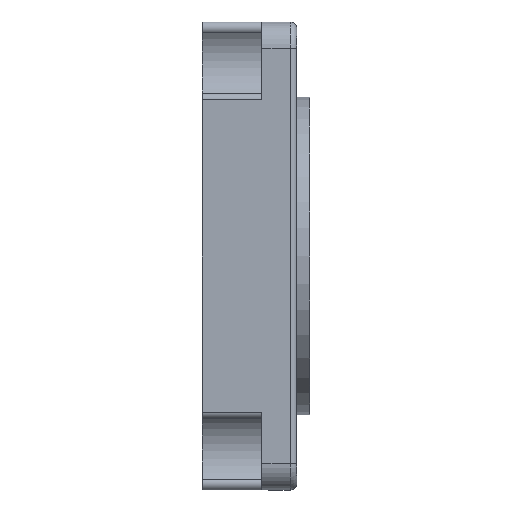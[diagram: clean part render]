
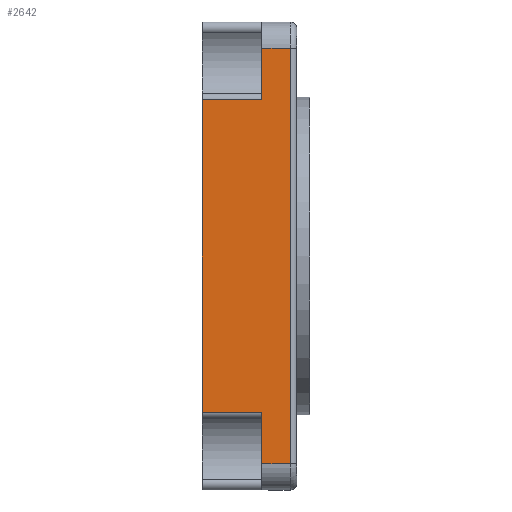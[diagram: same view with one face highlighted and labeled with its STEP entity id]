
A CAD part, front view. The second image highlights one B-rep face of the part: STEP entity #2642.
In plain terms, the highlighted planar face has unit normal (0, -1, 0).
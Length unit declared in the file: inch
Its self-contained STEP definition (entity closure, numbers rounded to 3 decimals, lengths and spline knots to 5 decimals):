
#47 = EDGE_CURVE ( 'NONE', #265, #247, #1701, .T. ) ;
#65 = EDGE_CURVE ( 'NONE', #1365, #2512, #2137, .T. ) ;
#185 = DIRECTION ( 'NONE',  ( -1., 0., 0. ) ) ;
#208 = ORIENTED_EDGE ( 'NONE', *, *, #47, .T. ) ;
#235 = DIRECTION ( 'NONE',  ( -1., 0., 0. ) ) ;
#241 = CARTESIAN_POINT ( 'NONE',  ( 0.282, -1.106, -0.981 ) ) ;
#246 = EDGE_CURVE ( 'NONE', #2157, #1855, #782, .T. ) ;
#247 = VERTEX_POINT ( 'NONE', #2490 ) ;
#265 = VERTEX_POINT ( 'NONE', #2937 ) ;
#522 = CARTESIAN_POINT ( 'NONE',  ( 0.417, -1.106, 1.106 ) ) ;
#548 = LINE ( 'NONE', #2717, #1443 ) ;
#568 = LINE ( 'NONE', #2474, #2959 ) ;
#597 = ORIENTED_EDGE ( 'NONE', *, *, #1308, .F. ) ;
#618 = EDGE_CURVE ( 'NONE', #2512, #265, #2855, .T. ) ;
#652 = LINE ( 'NONE', #1129, #1926 ) ;
#668 = CARTESIAN_POINT ( 'NONE',  ( 0.447, -1.106, 1.106 ) ) ;
#746 = CARTESIAN_POINT ( 'NONE',  ( 0.447, -1.106, -0.981 ) ) ;
#779 = DIRECTION ( 'NONE',  ( 0., 0., 1. ) ) ;
#781 = VECTOR ( 'NONE', #2315, 39.37008 ) ;
#782 = LINE ( 'NONE', #1485, #1587 ) ;
#883 = VECTOR ( 'NONE', #235, 39.37008 ) ;
#912 = VERTEX_POINT ( 'NONE', #1740 ) ;
#1018 = DIRECTION ( 'NONE',  ( 0., 0., -1. ) ) ;
#1086 = ORIENTED_EDGE ( 'NONE', *, *, #2366, .T. ) ;
#1126 = VERTEX_POINT ( 'NONE', #2186 ) ;
#1129 = CARTESIAN_POINT ( 'NONE',  ( 0.447, -1.106, 0.73846 ) ) ;
#1280 = CARTESIAN_POINT ( 'NONE',  ( 0.282, -1.106, -0.73846 ) ) ;
#1289 = AXIS2_PLACEMENT_3D ( 'NONE', #668, #2570, #1868 ) ;
#1308 = EDGE_CURVE ( 'NONE', #1126, #247, #548, .T. ) ;
#1332 = VECTOR ( 'NONE', #2352, 39.37008 ) ;
#1365 = VERTEX_POINT ( 'NONE', #241 ) ;
#1405 = ORIENTED_EDGE ( 'NONE', *, *, #618, .T. ) ;
#1419 = ORIENTED_EDGE ( 'NONE', *, *, #3004, .T. ) ;
#1443 = VECTOR ( 'NONE', #779, 39.37008 ) ;
#1485 = CARTESIAN_POINT ( 'NONE',  ( 0.447, -1.106, -0.73846 ) ) ;
#1548 = VECTOR ( 'NONE', #2423, 39.37008 ) ;
#1564 = LINE ( 'NONE', #1819, #781 ) ;
#1587 = VECTOR ( 'NONE', #1737, 39.37008 ) ;
#1620 = FACE_OUTER_BOUND ( 'NONE', #2845, .T. ) ;
#1668 = PLANE ( 'NONE',  #1289 ) ;
#1701 = LINE ( 'NONE', #2383, #883 ) ;
#1737 = DIRECTION ( 'NONE',  ( 1., 0., 0. ) ) ;
#1740 = CARTESIAN_POINT ( 'NONE',  ( 0., -1.106, 0.73846 ) ) ;
#1752 = ORIENTED_EDGE ( 'NONE', *, *, #65, .T. ) ;
#1819 = CARTESIAN_POINT ( 'NONE',  ( 0.282, -1.106, 1.106 ) ) ;
#1846 = CARTESIAN_POINT ( 'NONE',  ( 0., -1.106, -0.73846 ) ) ;
#1855 = VERTEX_POINT ( 'NONE', #1280 ) ;
#1868 = DIRECTION ( 'NONE',  ( 0., 0., 1. ) ) ;
#1926 = VECTOR ( 'NONE', #185, 39.37008 ) ;
#2137 = LINE ( 'NONE', #746, #1332 ) ;
#2157 = VERTEX_POINT ( 'NONE', #1846 ) ;
#2186 = CARTESIAN_POINT ( 'NONE',  ( 0.282, -1.106, 0.73846 ) ) ;
#2315 = DIRECTION ( 'NONE',  ( 0., 0., 1. ) ) ;
#2335 = ORIENTED_EDGE ( 'NONE', *, *, #246, .T. ) ;
#2352 = DIRECTION ( 'NONE',  ( 1., 0., 0. ) ) ;
#2366 = EDGE_CURVE ( 'NONE', #912, #2157, #568, .T. ) ;
#2383 = CARTESIAN_POINT ( 'NONE',  ( 0.447, -1.106, 0.981 ) ) ;
#2423 = DIRECTION ( 'NONE',  ( 0., 0., 1. ) ) ;
#2474 = CARTESIAN_POINT ( 'NONE',  ( 0., -1.106, 1.106 ) ) ;
#2490 = CARTESIAN_POINT ( 'NONE',  ( 0.282, -1.106, 0.981 ) ) ;
#2491 = CARTESIAN_POINT ( 'NONE',  ( 0.417, -1.106, -0.981 ) ) ;
#2512 = VERTEX_POINT ( 'NONE', #2491 ) ;
#2570 = DIRECTION ( 'NONE',  ( 0., 1., 0. ) ) ;
#2642 = ADVANCED_FACE ( 'NONE', ( #1620 ), #1668, .F. ) ;
#2717 = CARTESIAN_POINT ( 'NONE',  ( 0.282, -1.106, 1.106 ) ) ;
#2845 = EDGE_LOOP ( 'NONE', ( #597, #1419, #1086, #2335, #2948, #1752, #1405, #208 ) ) ;
#2855 = LINE ( 'NONE', #522, #1548 ) ;
#2937 = CARTESIAN_POINT ( 'NONE',  ( 0.417, -1.106, 0.981 ) ) ;
#2942 = EDGE_CURVE ( 'NONE', #1365, #1855, #1564, .T. ) ;
#2948 = ORIENTED_EDGE ( 'NONE', *, *, #2942, .F. ) ;
#2959 = VECTOR ( 'NONE', #1018, 39.37008 ) ;
#3004 = EDGE_CURVE ( 'NONE', #1126, #912, #652, .T. ) ;
